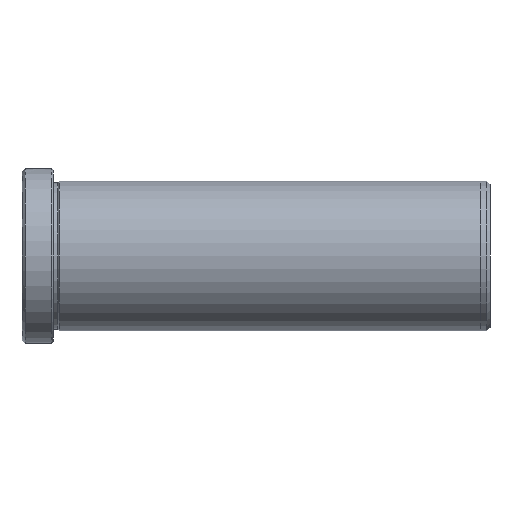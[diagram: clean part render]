
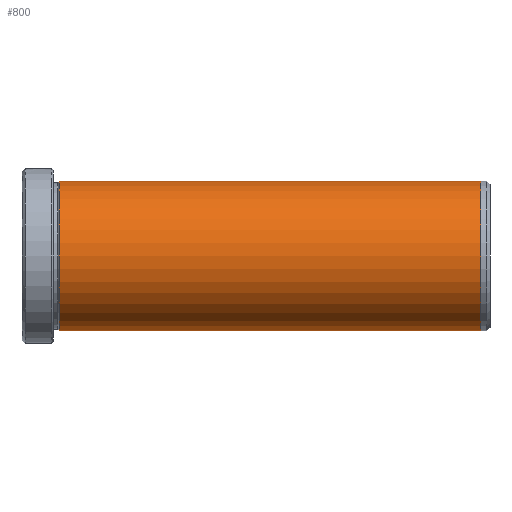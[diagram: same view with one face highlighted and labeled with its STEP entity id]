
A CAD part, left-side view. The second image highlights one B-rep face of the part: STEP entity #800.
In plain terms, the highlighted cylindrical face has radius 24 mm (diameter 48 mm), a partial arc.
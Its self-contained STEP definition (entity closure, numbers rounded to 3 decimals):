
#60 = AXIS2_PLACEMENT_3D ( 'NONE', #591, #1579, #735 ) ;
#149 = CARTESIAN_POINT ( 'NONE',  ( 0., -147., 24. ) ) ;
#170 = VECTOR ( 'NONE', #1037, 1000. ) ;
#434 = DIRECTION ( 'NONE',  ( 0., 1., 0. ) ) ;
#496 = AXIS2_PLACEMENT_3D ( 'NONE', #674, #1383, #1240 ) ;
#515 = LINE ( 'NONE', #1603, #1217 ) ;
#546 = EDGE_CURVE ( 'NONE', #1831, #1771, #515, .T. ) ;
#591 = CARTESIAN_POINT ( 'NONE',  ( 0., -147., 0. ) ) ;
#600 = ORIENTED_EDGE ( 'NONE', *, *, #1830, .F. ) ;
#674 = CARTESIAN_POINT ( 'NONE',  ( 0., 0., 0. ) ) ;
#735 = DIRECTION ( 'NONE',  ( 0., 0., -1. ) ) ;
#746 = ORIENTED_EDGE ( 'NONE', *, *, #1115, .T. ) ;
#800 = ADVANCED_FACE ( 'NONE', ( #946 ), #1620, .T. ) ;
#802 = CARTESIAN_POINT ( 'NONE',  ( 0., -12., -24. ) ) ;
#824 = CIRCLE ( 'NONE', #1838, 24. ) ;
#901 = VERTEX_POINT ( 'NONE', #149 ) ;
#946 = FACE_OUTER_BOUND ( 'NONE', #1783, .T. ) ;
#1034 = DIRECTION ( 'NONE',  ( 0., 1., 0. ) ) ;
#1037 = DIRECTION ( 'NONE',  ( 0., 1., 0. ) ) ;
#1044 = ORIENTED_EDGE ( 'NONE', *, *, #546, .F. ) ;
#1064 = LINE ( 'NONE', #1463, #170 ) ;
#1072 = EDGE_CURVE ( 'NONE', #901, #1831, #1356, .T. ) ;
#1115 = EDGE_CURVE ( 'NONE', #901, #1445, #1064, .T. ) ;
#1217 = VECTOR ( 'NONE', #1034, 1000. ) ;
#1240 = DIRECTION ( 'NONE',  ( 0., 0., 1. ) ) ;
#1283 = CARTESIAN_POINT ( 'NONE',  ( 0., -12., 0. ) ) ;
#1321 = CARTESIAN_POINT ( 'NONE',  ( 0., -12., 24. ) ) ;
#1344 = ORIENTED_EDGE ( 'NONE', *, *, #1072, .F. ) ;
#1356 = CIRCLE ( 'NONE', #60, 24. ) ;
#1383 = DIRECTION ( 'NONE',  ( 0., 1., 0. ) ) ;
#1418 = DIRECTION ( 'NONE',  ( 0., 0., 1. ) ) ;
#1445 = VERTEX_POINT ( 'NONE', #1321 ) ;
#1463 = CARTESIAN_POINT ( 'NONE',  ( 0., 0., 24. ) ) ;
#1553 = CARTESIAN_POINT ( 'NONE',  ( 0., -147., -24. ) ) ;
#1579 = DIRECTION ( 'NONE',  ( 0., -1., 0. ) ) ;
#1603 = CARTESIAN_POINT ( 'NONE',  ( 0., 0., -24. ) ) ;
#1620 = CYLINDRICAL_SURFACE ( 'NONE', #496, 24. ) ;
#1771 = VERTEX_POINT ( 'NONE', #802 ) ;
#1783 = EDGE_LOOP ( 'NONE', ( #1044, #1344, #746, #600 ) ) ;
#1830 = EDGE_CURVE ( 'NONE', #1771, #1445, #824, .T. ) ;
#1831 = VERTEX_POINT ( 'NONE', #1553 ) ;
#1838 = AXIS2_PLACEMENT_3D ( 'NONE', #1283, #434, #1418 ) ;
